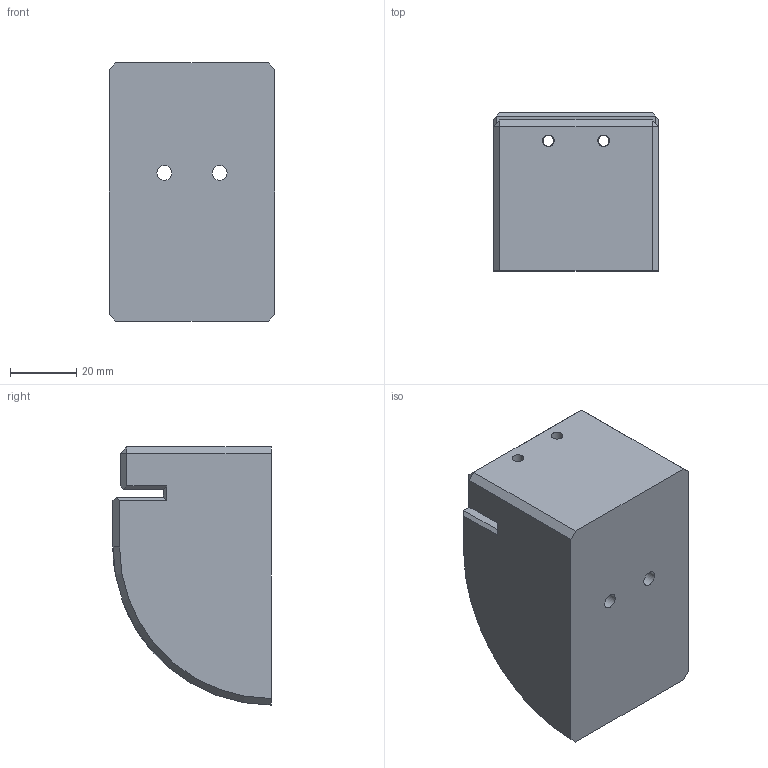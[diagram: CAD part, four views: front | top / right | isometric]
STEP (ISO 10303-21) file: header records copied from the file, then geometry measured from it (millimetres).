
FILE_DESCRIPTION(('FreeCAD Model'),'2;1');
FILE_NAME('Open CASCADE Shape Model','2025-10-21T19:32:40',(''),(''), 'Open CASCADE STEP processor 7.6','FreeCAD','Unknown');
FILE_SCHEMA(('AUTOMOTIVE_DESIGN { 1 0 10303 214 1 1 1 1 }'));
Length unit declared in the file: millimetre
Products named in the file (1): WallEmphasis
Bounding box: 50 x 47.7 x 77.89 mm (x, y, z)
Volume: 151049.7 mm3; surface area: 21775 mm2
Topology: 1 solids, 1 shells, 47 faces, 111 edges, 68 vertices
Faces by surface type: plane 30, cylinder 13, cone 4
Full cylindrical faces by diameter (mm): 3.2 x2, 3.5 x2, 4.5 x2, 8 x4, 10 x2
Entity records: 5416 total; most frequent: CARTESIAN_POINT 3060, DIRECTION 428, LINE 268, VECTOR 268, ORIENTED_EDGE 228, PCURVE 228, DEFINITIONAL_REPRESENTATION 228, EDGE_CURVE 114
